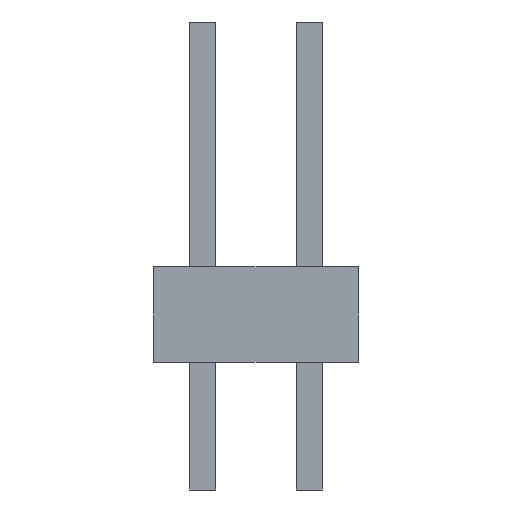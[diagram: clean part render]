
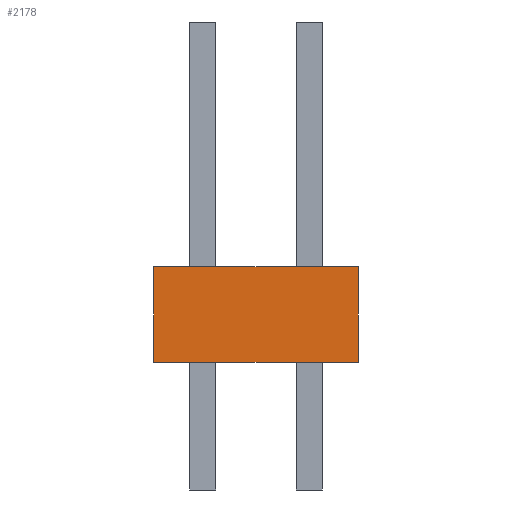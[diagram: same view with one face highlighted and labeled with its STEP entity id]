
A CAD part, left-side view. The second image highlights one B-rep face of the part: STEP entity #2178.
In plain terms, the highlighted planar face has unit normal (-1, 0, 0).
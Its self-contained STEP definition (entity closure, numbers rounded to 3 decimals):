
#106=DIRECTION('',(0.,1.,0.));
#107=VECTOR('',#106,4.877);
#108=CARTESIAN_POINT('',(-6.147,-2.438,0.));
#109=LINE('',#108,#107);
#322=DIRECTION('',(0.,1.,0.));
#323=VECTOR('',#322,4.877);
#324=CARTESIAN_POINT('',(-6.147,-2.438,-2.286));
#325=LINE('',#324,#323);
#586=DIRECTION('',(0.,0.,1.));
#587=VECTOR('',#586,2.286);
#588=CARTESIAN_POINT('',(-6.147,2.438,-2.286));
#589=LINE('',#588,#587);
#622=DIRECTION('',(0.,0.,1.));
#623=VECTOR('',#622,2.286);
#624=CARTESIAN_POINT('',(-6.147,-2.438,-2.286));
#625=LINE('',#624,#623);
#1298=CARTESIAN_POINT('',(-6.147,-2.438,0.));
#1299=CARTESIAN_POINT('',(-6.147,2.438,0.));
#1300=VERTEX_POINT('',#1298);
#1301=VERTEX_POINT('',#1299);
#1306=CARTESIAN_POINT('',(-6.147,-2.438,-2.286));
#1307=CARTESIAN_POINT('',(-6.147,2.438,-2.286));
#1308=VERTEX_POINT('',#1306);
#1309=VERTEX_POINT('',#1307);
#2166=CARTESIAN_POINT('',(-6.147,2.438,0.));
#2167=DIRECTION('',(-1.,0.,0.));
#2168=DIRECTION('',(0.,-1.,0.));
#2169=AXIS2_PLACEMENT_3D('',#2166,#2167,#2168);
#2170=PLANE('',#2169);
#2171=ORIENTED_EDGE('',*,*,#1787,.F.);
#2173=ORIENTED_EDGE('',*,*,#2172,.F.);
#2174=ORIENTED_EDGE('',*,*,#2017,.T.);
#2175=ORIENTED_EDGE('',*,*,#1961,.T.);
#2176=EDGE_LOOP('',(#2171,#2173,#2174,#2175));
#2177=FACE_OUTER_BOUND('',#2176,.F.);
#1787=EDGE_CURVE('',#1300,#1301,#109,.T.);
#1961=EDGE_CURVE('',#1309,#1301,#589,.T.);
#2017=EDGE_CURVE('',#1308,#1309,#325,.T.);
#2172=EDGE_CURVE('',#1308,#1300,#625,.T.);
#2178=ADVANCED_FACE('',(#2177),#2170,.T.);
